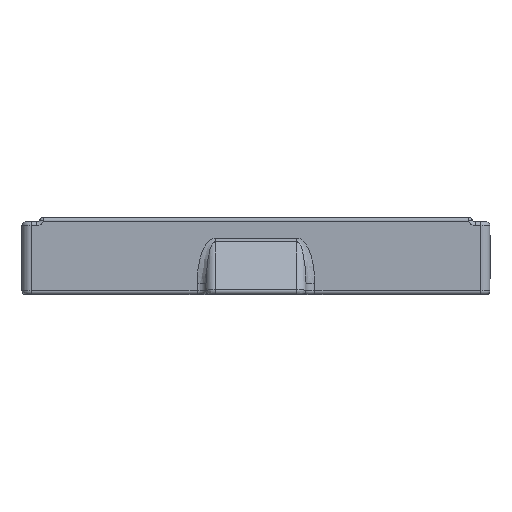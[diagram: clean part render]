
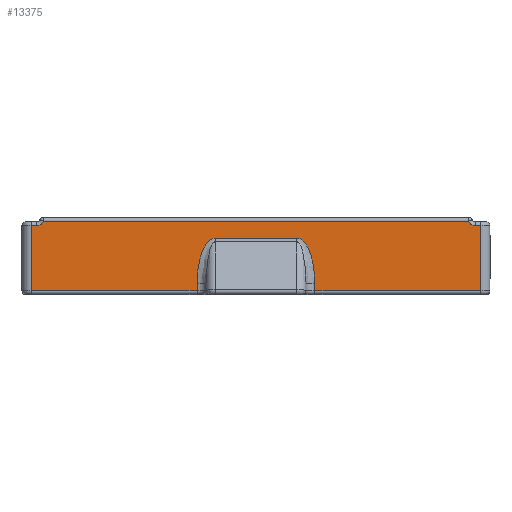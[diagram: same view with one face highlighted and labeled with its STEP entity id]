
A CAD part, left-side view. The second image highlights one B-rep face of the part: STEP entity #13375.
In plain terms, the highlighted planar face has unit normal (-1, 0, 0).
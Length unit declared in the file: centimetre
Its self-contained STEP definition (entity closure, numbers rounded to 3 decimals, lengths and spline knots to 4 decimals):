
#811=PLANE($,#14193);
#1101=ELLIPSE($,#14078,0.4981,0.2);
#1102=ELLIPSE($,#14080,0.4981,0.2);
#1474=LINE($,#17027,#2733);
#1481=LINE($,#17046,#2740);
#1482=LINE($,#17115,#2741);
#1640=LINE($,#17662,#2899);
#1646=LINE($,#17685,#2905);
#1647=LINE($,#17687,#2906);
#1648=LINE($,#17689,#2907);
#1649=LINE($,#17694,#2908);
#1650=LINE($,#17696,#2909);
#1651=LINE($,#17697,#2910);
#2733=VECTOR($,#14634,0.0829);
#2740=VECTOR($,#14657,0.0829);
#2741=VECTOR($,#14670,0.9);
#2899=VECTOR($,#15034,4.6917);
#2905=VECTOR($,#15056,1.83);
#2906=VECTOR($,#15057,0.72);
#2907=VECTOR($,#15058,0.06);
#2908=VECTOR($,#15063,0.06);
#2909=VECTOR($,#15064,0.72);
#2910=VECTOR($,#15065,1.83);
#4122=FACE_OUTER_BOUND($,#4871,.T.);
#4871=EDGE_LOOP($,(#9524,#9525,#9526,#9527,#9528,#9529,#9530,#9531,#9532,
#9533,#9534,#9535,#9536,#9537));
#5636=CIRCLE($,#14194,0.08);
#5637=CIRCLE($,#14195,0.08);
#5699=VERTEX_POINT($,#16913);
#5710=VERTEX_POINT($,#17017);
#5713=VERTEX_POINT($,#17025);
#5717=VERTEX_POINT($,#17045);
#5718=VERTEX_POINT($,#17078);
#5719=VERTEX_POINT($,#17111);
#5850=VERTEX_POINT($,#17660);
#5851=VERTEX_POINT($,#17661);
#5860=VERTEX_POINT($,#17684);
#5861=VERTEX_POINT($,#17686);
#5862=VERTEX_POINT($,#17688);
#5863=VERTEX_POINT($,#17691);
#5864=VERTEX_POINT($,#17693);
#5865=VERTEX_POINT($,#17695);
#7081=EDGE_CURVE($,#5713,#5710,#1474,.T.);
#7090=EDGE_CURVE($,#5699,#5717,#1481,.T.);
#7092=EDGE_CURVE($,#5718,#5713,#1101,.T.);
#7094=EDGE_CURVE($,#5717,#5719,#1102,.T.);
#7096=EDGE_CURVE($,#5719,#5718,#1482,.T.);
#7292=EDGE_CURVE($,#5850,#5851,#1640,.T.);
#7304=EDGE_CURVE($,#5860,#5699,#1646,.T.);
#7305=EDGE_CURVE($,#5861,#5860,#1647,.T.);
#7306=EDGE_CURVE($,#5862,#5861,#1648,.T.);
#7307=EDGE_CURVE($,#5851,#5862,#5636,.T.);
#7308=EDGE_CURVE($,#5863,#5850,#5637,.T.);
#7309=EDGE_CURVE($,#5864,#5863,#1649,.T.);
#7310=EDGE_CURVE($,#5865,#5864,#1650,.T.);
#7311=EDGE_CURVE($,#5710,#5865,#1651,.T.);
#9524=ORIENTED_EDGE($,*,*,#7304,.F.);
#9525=ORIENTED_EDGE($,*,*,#7305,.F.);
#9526=ORIENTED_EDGE($,*,*,#7306,.F.);
#9527=ORIENTED_EDGE($,*,*,#7307,.F.);
#9528=ORIENTED_EDGE($,*,*,#7292,.F.);
#9529=ORIENTED_EDGE($,*,*,#7308,.F.);
#9530=ORIENTED_EDGE($,*,*,#7309,.F.);
#9531=ORIENTED_EDGE($,*,*,#7310,.F.);
#9532=ORIENTED_EDGE($,*,*,#7311,.F.);
#9533=ORIENTED_EDGE($,*,*,#7081,.F.);
#9534=ORIENTED_EDGE($,*,*,#7092,.F.);
#9535=ORIENTED_EDGE($,*,*,#7096,.F.);
#9536=ORIENTED_EDGE($,*,*,#7094,.F.);
#9537=ORIENTED_EDGE($,*,*,#7090,.F.);
#13375=ADVANCED_FACE($,(#4122),#811,.F.);
#14078=AXIS2_PLACEMENT_3D($,#17079,#14660,#14661);
#14080=AXIS2_PLACEMENT_3D($,#17112,#14664,#14665);
#14193=AXIS2_PLACEMENT_3D($,#17683,#15054,#15055);
#14194=AXIS2_PLACEMENT_3D($,#17690,#15059,#15060);
#14195=AXIS2_PLACEMENT_3D($,#17692,#15061,#15062);
#14634=DIRECTION($,(0.,0.,-1.));
#14657=DIRECTION($,(0.,0.,1.));
#14660=DIRECTION('center_axis',(-1.,0.,0.));
#14661=DIRECTION('ref_axis',(0.,0.,
1.));
#14664=DIRECTION('center_axis',(-1.,0.,0.));
#14665=DIRECTION('ref_axis',(0.,0.,
1.));
#14670=DIRECTION($,(0.,1.,0.));
#15034=DIRECTION($,(0.,-1.,0.));
#15054=DIRECTION('center_axis',(1.,0.,0.));
#15055=DIRECTION('ref_axis',(0.,0.,-1.));
#15056=DIRECTION($,(0.,1.,0.));
#15057=DIRECTION($,(0.,0.,-1.));
#15058=DIRECTION($,(0.,-1.,0.));
#15059=DIRECTION('center_axis',(-1.,0.,0.));
#15060=DIRECTION('ref_axis',(0.,0.707,-0.707));
#15061=DIRECTION('center_axis',(-1.,0.,0.));
#15062=DIRECTION('ref_axis',(0.,-0.707,-0.707));
#15063=DIRECTION($,(0.,-1.,0.));
#15064=DIRECTION($,(0.,0.,1.));
#15065=DIRECTION($,(0.,1.,0.));
#16913=CARTESIAN_POINT('',(-7.11,18.85,-0.01));
#17017=CARTESIAN_POINT('',(-7.11,20.15,-0.01));
#17025=CARTESIAN_POINT('',(-7.11,20.15,0.0729));
#17027=CARTESIAN_POINT($,(-7.11,20.15,-0.275));
#17045=CARTESIAN_POINT('',(-7.11,18.85,0.0729));
#17046=CARTESIAN_POINT($,(-7.11,18.85,-0.275));
#17078=CARTESIAN_POINT('',(-7.11,19.95,0.571));
#17079=CARTESIAN_POINT('Origin',(-7.11,19.95,0.0729));
#17111=CARTESIAN_POINT('',(-7.11,19.05,0.571));
#17112=CARTESIAN_POINT('Origin',(-7.11,19.05,0.0729));
#17115=CARTESIAN_POINT($,(-7.11,19.05,0.571));
#17660=CARTESIAN_POINT('',(-7.11,21.8458,0.76));
#17661=CARTESIAN_POINT('',(-7.11,17.1542,0.76));
#17662=CARTESIAN_POINT($,(-7.11,18.6,0.76));
#17683=CARTESIAN_POINT('Origin',(-7.11,18.6,-0.1));
#17684=CARTESIAN_POINT('',(-7.11,17.02,-0.01));
#17685=CARTESIAN_POINT($,(-7.11,18.6,-0.01));
#17686=CARTESIAN_POINT('',(-7.11,17.02,0.71));
#17687=CARTESIAN_POINT($,(-7.11,17.02,0.0075));
#17688=CARTESIAN_POINT('',(-7.11,17.08,0.71));
#17689=CARTESIAN_POINT($,(-7.11,17.885,0.71));
#17690=CARTESIAN_POINT('Origin',(-7.11,17.08,0.79));
#17691=CARTESIAN_POINT('',(-7.11,21.92,0.71));
#17692=CARTESIAN_POINT('Origin',(-7.11,21.92,0.79));
#17693=CARTESIAN_POINT('',(-7.11,21.98,0.71));
#17694=CARTESIAN_POINT($,(-7.11,17.885,0.71));
#17695=CARTESIAN_POINT('',(-7.11,21.98,-0.01));
#17696=CARTESIAN_POINT($,(-7.11,21.98,0.3075));
#17697=CARTESIAN_POINT($,(-7.11,18.6,-0.01));
